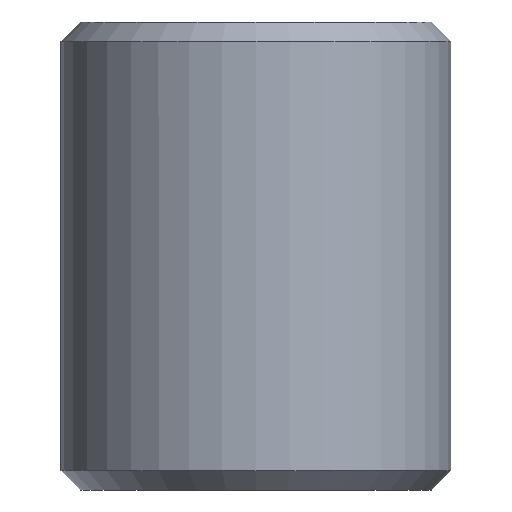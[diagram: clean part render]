
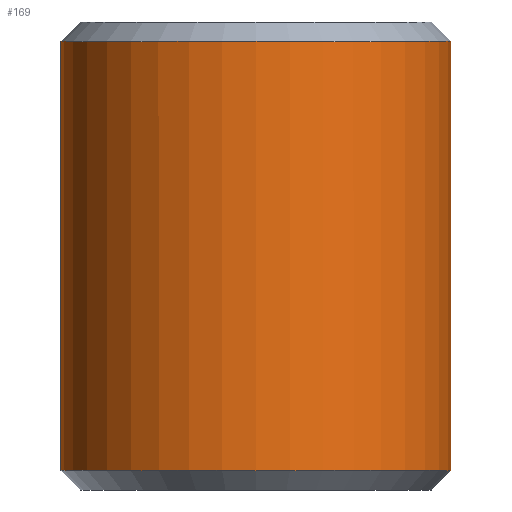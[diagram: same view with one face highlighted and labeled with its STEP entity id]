
A CAD part, front view. The second image highlights one B-rep face of the part: STEP entity #169.
In plain terms, the highlighted cylindrical face has radius 10 mm (diameter 20 mm), a full revolution.
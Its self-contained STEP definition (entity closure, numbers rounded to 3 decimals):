
#23=CYLINDRICAL_SURFACE('',#205,10.);
#31=FACE_OUTER_BOUND('',#44,.T.);
#44=EDGE_LOOP('',(#140,#141,#142,#143));
#53=LINE('',#309,#60);
#60=VECTOR('',#257,10.);
#74=CIRCLE('',#204,10.);
#75=CIRCLE('',#206,10.);
#88=VERTEX_POINT('',#303);
#89=VERTEX_POINT('',#307);
#105=EDGE_CURVE('',#88,#88,#74,.T.);
#107=EDGE_CURVE('',#89,#89,#75,.T.);
#108=EDGE_CURVE('',#89,#88,#53,.T.);
#140=ORIENTED_EDGE('',*,*,#107,.F.);
#141=ORIENTED_EDGE('',*,*,#108,.T.);
#142=ORIENTED_EDGE('',*,*,#105,.F.);
#143=ORIENTED_EDGE('',*,*,#108,.F.);
#169=ADVANCED_FACE('',(#31),#23,.T.);
#204=AXIS2_PLACEMENT_3D('',#304,#250,#251);
#205=AXIS2_PLACEMENT_3D('',#306,#253,#254);
#206=AXIS2_PLACEMENT_3D('',#308,#255,#256);
#250=DIRECTION('center_axis',(0.,0.,-1.));
#251=DIRECTION('ref_axis',(1.,0.,0.));
#253=DIRECTION('center_axis',(0.,0.,1.));
#254=DIRECTION('ref_axis',(1.,0.,0.));
#255=DIRECTION('center_axis',(0.,0.,1.));
#256=DIRECTION('ref_axis',(1.,0.,0.));
#257=DIRECTION('',(0.,0.,-1.));
#303=CARTESIAN_POINT('',(-10.,0.,1.));
#304=CARTESIAN_POINT('Origin',(0.,0.,1.));
#306=CARTESIAN_POINT('Origin',(0.,0.,0.));
#307=CARTESIAN_POINT('',(-10.,0.,23.));
#308=CARTESIAN_POINT('Origin',(0.,0.,23.));
#309=CARTESIAN_POINT('',(-10.,0.,0.));
